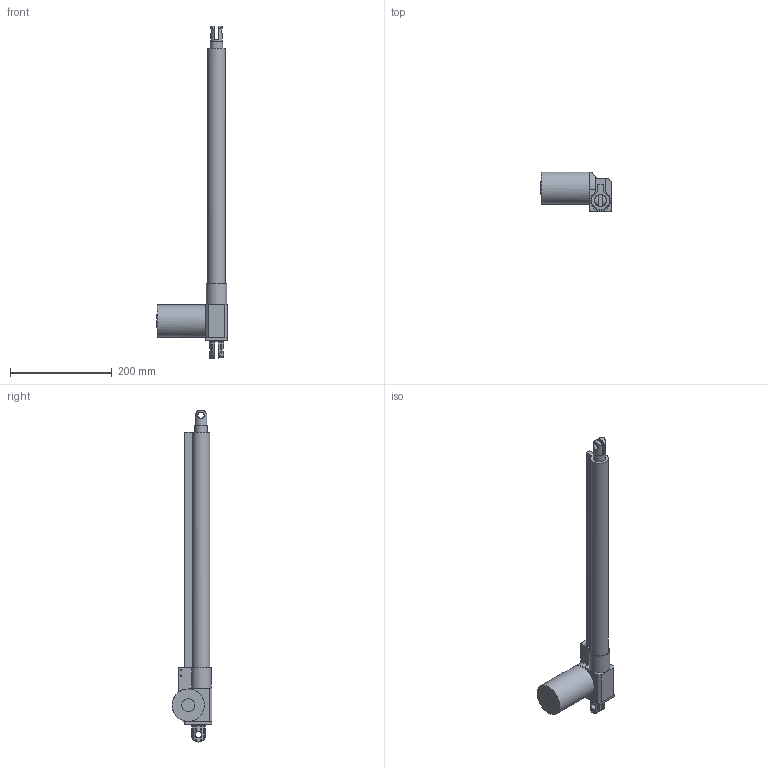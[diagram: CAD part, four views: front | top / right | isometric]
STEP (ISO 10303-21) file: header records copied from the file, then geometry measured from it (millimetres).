
FILE_DESCRIPTION(/* description */ (''),/* implementation_level */ '2;1');
FILE_NAME(/* name */ 'FA-XXX-L-12-18.step',/* time_stamp */ '2019-09-04T15:07:39-07:00',/* author */ (''),/* organization */ (''),/* preprocessor_version */ 'ST-DEVELOPER v18',/* originating_system */ 'Autodesk Translation Framework v8.6.0.1094',/* authorisation */ '');
FILE_SCHEMA (('AUTOMOTIVE_DESIGN { 1 0 10303 214 3 1 1 }'));
Length unit declared in the file: inch
Products named in the file (1): (Unsaved)
Bounding box: 139.7 x 78.64 x 653.77 mm (x, y, z)
Volume: 1102379.9 mm3; surface area: 144168.4 mm2
Topology: 1 solids, 1 shells, 173 faces, 419 edges, 267 vertices
Faces by surface type: plane 133, cylinder 39, torus 1
Full cylindrical faces by diameter (mm): 1.27 x2, 1.904 x1, 3 x7, 12.7 x4, 23.213 x1, 24.13 x1, 25.4 x1, 27.94 x1, 63.757 x1
Entity records: 5269 total; most frequent: CARTESIAN_POINT 1109, DIRECTION 852, ORIENTED_EDGE 838, EDGE_CURVE 419, LINE 286, VECTOR 286, AXIS2_PLACEMENT_3D 283, VERTEX_POINT 267
